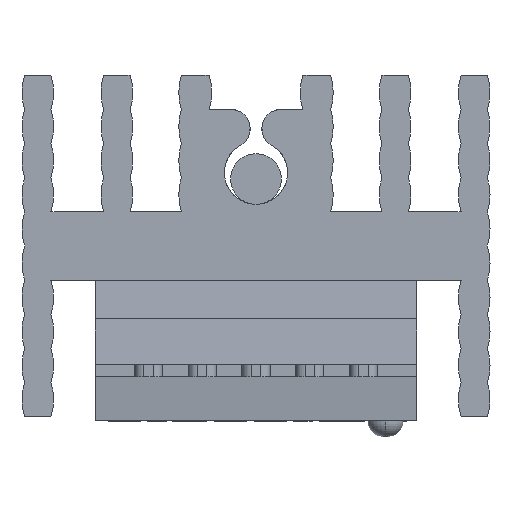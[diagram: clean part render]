
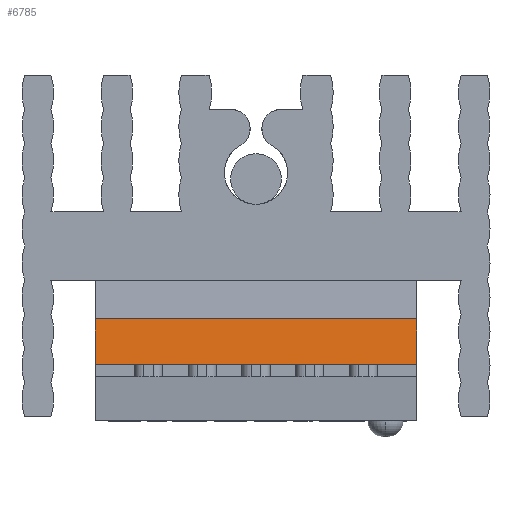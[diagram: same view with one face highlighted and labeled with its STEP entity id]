
A CAD part, front view. The second image highlights one B-rep face of the part: STEP entity #6785.
In plain terms, the highlighted face is planar.
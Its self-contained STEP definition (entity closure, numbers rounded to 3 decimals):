
#747 = FACE_OUTER_BOUND ( 'NONE', #9772, .T. ) ;
#1158 = CARTESIAN_POINT ( 'NONE',  ( 14.328, 0., 1.22 ) ) ;
#1446 = DIRECTION ( 'NONE',  ( 0.995, 0., -0.105 ) ) ;
#1822 = CARTESIAN_POINT ( 'NONE',  ( 14.388, 10.16, 1.799 ) ) ;
#2674 = EDGE_CURVE ( 'NONE', #11138, #12204, #6765, .T. ) ;
#2788 = CARTESIAN_POINT ( 'NONE',  ( 14.48, 0., 2.67 ) ) ;
#2809 = DIRECTION ( 'NONE',  ( -0.105, 0., -0.995 ) ) ;
#2848 = VECTOR ( 'NONE', #3110, 1000. ) ;
#3110 = DIRECTION ( 'NONE',  ( 0., -1., 0. ) ) ;
#3129 = LINE ( 'NONE', #7519, #2848 ) ;
#3514 = DIRECTION ( 'NONE',  ( 0., -1., 0. ) ) ;
#3627 = CARTESIAN_POINT ( 'NONE',  ( 14.48, 0., 2.67 ) ) ;
#4054 = CARTESIAN_POINT ( 'NONE',  ( 14.48, 10.16, 2.67 ) ) ;
#4371 = EDGE_CURVE ( 'NONE', #6698, #8351, #7766, .T. ) ;
#4857 = LINE ( 'NONE', #11037, #9562 ) ;
#5083 = DIRECTION ( 'NONE',  ( 0., -1., 0. ) ) ;
#5171 = ORIENTED_EDGE ( 'NONE', *, *, #7512, .F. ) ;
#5300 = AXIS2_PLACEMENT_3D ( 'NONE', #6111, #1446, #5083 ) ;
#5775 = ORIENTED_EDGE ( 'NONE', *, *, #10289, .T. ) ;
#5892 = VECTOR ( 'NONE', #7506, 1000. ) ;
#6111 = CARTESIAN_POINT ( 'NONE',  ( 14.48, 0., 2.67 ) ) ;
#6668 = ORIENTED_EDGE ( 'NONE', *, *, #2674, .T. ) ;
#6698 = VERTEX_POINT ( 'NONE', #4054 ) ;
#6765 = LINE ( 'NONE', #2788, #5892 ) ;
#6785 = ADVANCED_FACE ( 'NONE', ( #747 ), #10768, .T. ) ;
#7352 = VECTOR ( 'NONE', #2809, 1000. ) ;
#7506 = DIRECTION ( 'NONE',  ( -0.105, 0., -0.995 ) ) ;
#7512 = EDGE_CURVE ( 'NONE', #8351, #12204, #4857, .T. ) ;
#7519 = CARTESIAN_POINT ( 'NONE',  ( 14.48, 0., 2.67 ) ) ;
#7766 = LINE ( 'NONE', #1822, #7352 ) ;
#8351 = VERTEX_POINT ( 'NONE', #9045 ) ;
#9045 = CARTESIAN_POINT ( 'NONE',  ( 14.328, 10.16, 1.22 ) ) ;
#9562 = VECTOR ( 'NONE', #3514, 1000. ) ;
#9772 = EDGE_LOOP ( 'NONE', ( #5171, #10242, #5775, #6668 ) ) ;
#10242 = ORIENTED_EDGE ( 'NONE', *, *, #4371, .F. ) ;
#10289 = EDGE_CURVE ( 'NONE', #6698, #11138, #3129, .T. ) ;
#10768 = PLANE ( 'NONE',  #5300 ) ;
#11037 = CARTESIAN_POINT ( 'NONE',  ( 14.328, 0., 1.22 ) ) ;
#11138 = VERTEX_POINT ( 'NONE', #3627 ) ;
#12204 = VERTEX_POINT ( 'NONE', #1158 ) ;
